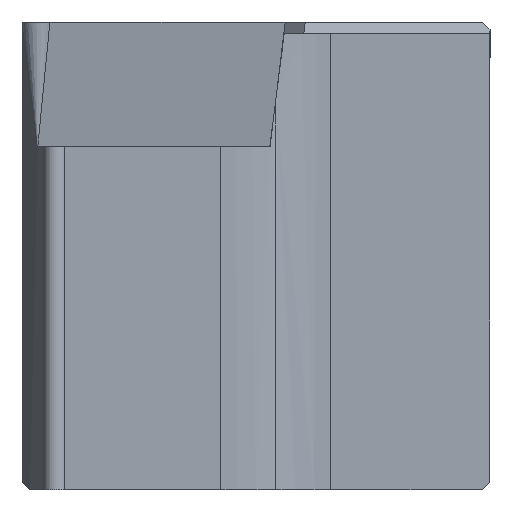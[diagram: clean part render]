
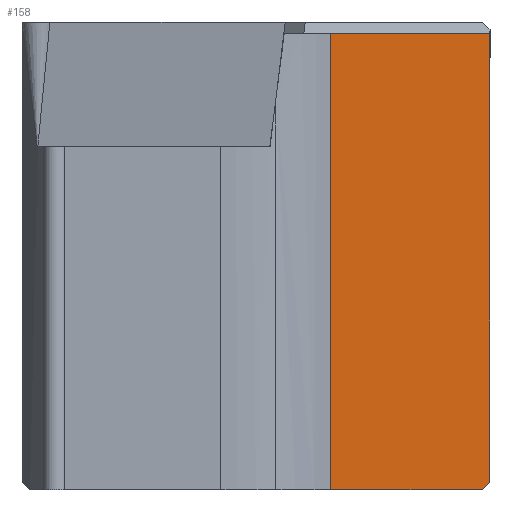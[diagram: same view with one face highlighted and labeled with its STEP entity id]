
A CAD part, left-side view. The second image highlights one B-rep face of the part: STEP entity #158.
In plain terms, the highlighted planar face has unit normal (-0.616, -0.788, 0).
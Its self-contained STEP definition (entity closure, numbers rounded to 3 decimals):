
#158=ADVANCED_FACE('',(#230),#192,.F.);
#192=PLANE('',#820);
#230=FACE_OUTER_BOUND('',#270,.T.);
#270=EDGE_LOOP('',(#414,#415,#416,#417,#418));
#414=ORIENTED_EDGE('',*,*,#566,.F.);
#415=ORIENTED_EDGE('',*,*,#582,.F.);
#416=ORIENTED_EDGE('',*,*,#603,.T.);
#417=ORIENTED_EDGE('',*,*,#546,.F.);
#418=ORIENTED_EDGE('',*,*,#534,.F.);
#473=VERTEX_POINT('',#1037);
#475=VERTEX_POINT('',#1041);
#476=VERTEX_POINT('',#1045);
#503=VERTEX_POINT('',#1107);
#506=VERTEX_POINT('',#1138);
#534=EDGE_CURVE('',#475,#473,#629,.T.);
#546=EDGE_CURVE('',#473,#476,#635,.T.);
#566=EDGE_CURVE('',#503,#475,#654,.T.);
#582=EDGE_CURVE('',#506,#503,#669,.T.);
#603=EDGE_CURVE('',#506,#476,#682,.T.);
#629=LINE('',#1042,#703);
#635=LINE('',#1066,#709);
#654=LINE('',#1108,#728);
#669=LINE('',#1139,#743);
#682=LINE('',#1180,#756);
#703=VECTOR('',#841,1.);
#709=VECTOR('',#861,1.);
#728=VECTOR('',#892,1.);
#743=VECTOR('',#933,1.);
#756=VECTOR('',#980,1.);
#820=AXIS2_PLACEMENT_3D('',#1183,#985,#986);
#841=DIRECTION('',(-0.671,0.524,-0.524));
#861=DIRECTION('',(-0.788,0.616,0.));
#892=DIRECTION('',(0.,0.,-1.));
#933=DIRECTION('',(0.788,-0.616,0.));
#980=DIRECTION('',(0.,0.,-1.));
#985=DIRECTION('',(0.616,0.788,0.));
#986=DIRECTION('',(0.788,-0.616,0.));
#1037=CARTESIAN_POINT('',(14.323,0.2,-12.));
#1041=CARTESIAN_POINT('',(14.579,0.,-11.8));
#1042=CARTESIAN_POINT('',(0.868,10.712,-22.512));
#1045=CARTESIAN_POINT('',(9.352,4.084,-12.));
#1066=CARTESIAN_POINT('',(9.352,4.084,-12.));
#1107=CARTESIAN_POINT('',(14.579,0.,-0.3));
#1108=CARTESIAN_POINT('',(14.579,0.,-40.));
#1138=CARTESIAN_POINT('',(9.352,4.084,-0.3));
#1139=CARTESIAN_POINT('',(9.352,4.084,-0.3));
#1180=CARTESIAN_POINT('',(9.352,4.084,-40.));
#1183=CARTESIAN_POINT('',(9.352,4.084,-40.));
